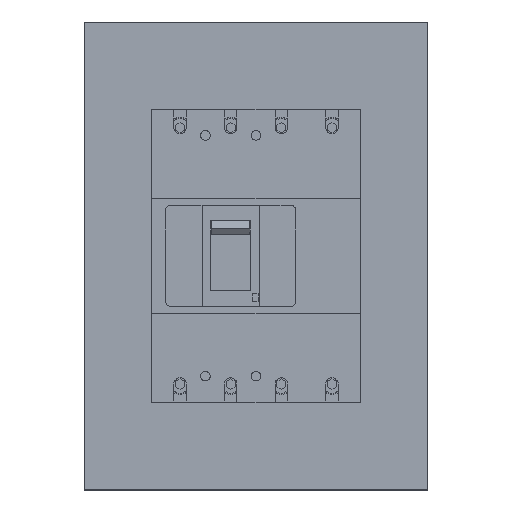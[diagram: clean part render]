
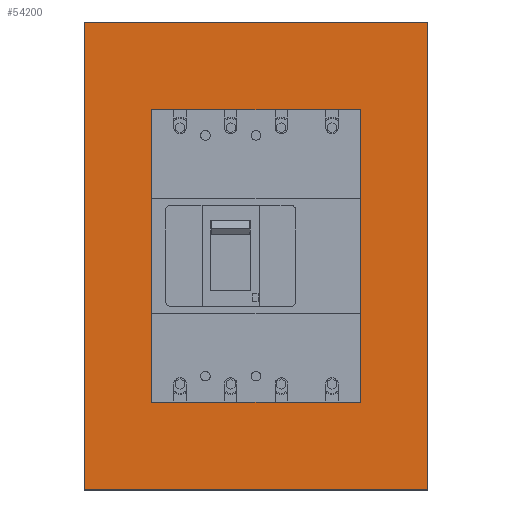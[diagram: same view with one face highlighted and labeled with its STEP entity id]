
A CAD part, top view. The second image highlights one B-rep face of the part: STEP entity #54200.
In plain terms, the highlighted planar face has unit normal (0, 0, 1).
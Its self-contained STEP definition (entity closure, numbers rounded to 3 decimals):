
#52640=CARTESIAN_POINT('',(-325.551,0.,-97.));
#52650=DIRECTION('',(0.,-1.,0.));
#52660=VECTOR('',#52650,1.);
#52670=LINE('',#52640,#52660);
#52680=CARTESIAN_POINT('',(-325.551,-173.408,-97.));
#52690=VERTEX_POINT('',#52680);
#52700=CARTESIAN_POINT('',(-325.551,-589.408,-97.));
#52710=VERTEX_POINT('',#52700);
#52720=EDGE_CURVE('',#52690,#52710,#52670,.T.);
#53100=CARTESIAN_POINT('',(-20.551,-173.408,-97.));
#53110=VERTEX_POINT('',#53100);
#53260=CARTESIAN_POINT('',(-20.551,-589.408,-97.));
#53270=VERTEX_POINT('',#53260);
#53300=CARTESIAN_POINT('',(-20.551,0.,-97.));
#53310=DIRECTION('',(0.,-1.,0.));
#53320=VECTOR('',#53310,1.);
#53330=LINE('',#53300,#53320);
#53340=EDGE_CURVE('',#53110,#53270,#53330,.T.);
#53390=CARTESIAN_POINT('',(204.449,-589.408,-97.));
#53400=DIRECTION('',(-0.,-0.,-1.));
#53410=DIRECTION('',(0.,-1.,0.));
#53420=AXIS2_PLACEMENT_3D('',#53390,#53400,#53410);
#53430=PLANE('',#53420);
#53440=ORIENTED_EDGE('',*,*,#53340,.F.);
#53450=CARTESIAN_POINT('',(0.,-589.408,-97.));
#53460=DIRECTION('',(-1.,0.,0.));
#53470=VECTOR('',#53460,1.);
#53480=LINE('',#53450,#53470);
#53490=EDGE_CURVE('',#53270,#52710,#53480,.T.);
#53500=ORIENTED_EDGE('',*,*,#53490,.F.);
#53510=ORIENTED_EDGE('',*,*,#52720,.T.);
#53520=CARTESIAN_POINT('',(0.,-173.408,-97.));
#53530=DIRECTION('',(-1.,0.,0.));
#53540=VECTOR('',#53530,1.);
#53550=LINE('',#53520,#53540);
#53560=EDGE_CURVE('',#53110,#52690,#53550,.T.);
#53570=ORIENTED_EDGE('',*,*,#53560,.T.);
#53580=EDGE_LOOP('',(#53570,#53510,#53500,#53440));
#53590=FACE_OUTER_BOUND('',#53580,.T.);
#53600=CARTESIAN_POINT('',(-173.051,-274.408,-97.));
#53610=DIRECTION('',(0.,0.,-1.));
#53620=DIRECTION('',(0.,1.,0.));
#53630=AXIS2_PLACEMENT_3D('',#53600,#53610,#53620);
#53640=CIRCLE('',#53630,2.25);
#53650=CARTESIAN_POINT('',(-173.051,-272.158,-97.));
#53660=VERTEX_POINT('',#53650);
#53670=CARTESIAN_POINT('',(-173.051,-276.658,-97.));
#53680=VERTEX_POINT('',#53670);
#53690=EDGE_CURVE('',#53660,#53680,#53640,.T.);
#53700=ORIENTED_EDGE('',*,*,#53690,.T.);
#53710=EDGE_CURVE('',#53680,#53660,#53640,.T.);
#53720=ORIENTED_EDGE('',*,*,#53710,.T.);
#53730=EDGE_LOOP('',(#53720,#53700));
#53740=FACE_BOUND('',#53730,.T.);
#53750=CARTESIAN_POINT('',(-173.051,-488.408,-97.));
#53760=DIRECTION('',(0.,0.,-1.));
#53770=DIRECTION('',(0.,1.,0.));
#53780=AXIS2_PLACEMENT_3D('',#53750,#53760,#53770);
#53790=CIRCLE('',#53780,2.25);
#53800=CARTESIAN_POINT('',(-173.051,-486.158,-97.));
#53810=VERTEX_POINT('',#53800);
#53820=CARTESIAN_POINT('',(-173.051,-490.658,-97.));
#53830=VERTEX_POINT('',#53820);
#53840=EDGE_CURVE('',#53810,#53830,#53790,.T.);
#53850=ORIENTED_EDGE('',*,*,#53840,.T.);
#53860=EDGE_CURVE('',#53830,#53810,#53790,.T.);
#53870=ORIENTED_EDGE('',*,*,#53860,.T.);
#53880=EDGE_LOOP('',(#53870,#53850));
#53890=FACE_BOUND('',#53880,.T.);
#53900=CARTESIAN_POINT('',(-218.051,-274.408,-97.));
#53910=DIRECTION('',(0.,0.,-1.));
#53920=DIRECTION('',(0.,1.,0.));
#53930=AXIS2_PLACEMENT_3D('',#53900,#53910,#53920);
#53940=CIRCLE('',#53930,2.25);
#53950=CARTESIAN_POINT('',(-218.051,-272.158,-97.));
#53960=VERTEX_POINT('',#53950);
#53970=CARTESIAN_POINT('',(-218.051,-276.658,-97.));
#53980=VERTEX_POINT('',#53970);
#53990=EDGE_CURVE('',#53960,#53980,#53940,.T.);
#54000=ORIENTED_EDGE('',*,*,#53990,.T.);
#54010=EDGE_CURVE('',#53980,#53960,#53940,.T.);
#54020=ORIENTED_EDGE('',*,*,#54010,.T.);
#54030=EDGE_LOOP('',(#54020,#54000));
#54040=FACE_BOUND('',#54030,.T.);
#54050=CARTESIAN_POINT('',(-218.051,-488.408,-97.));
#54060=DIRECTION('',(0.,0.,-1.));
#54070=DIRECTION('',(0.,1.,0.));
#54080=AXIS2_PLACEMENT_3D('',#54050,#54060,#54070);
#54090=CIRCLE('',#54080,2.25);
#54100=CARTESIAN_POINT('',(-218.051,-486.158,-97.));
#54110=VERTEX_POINT('',#54100);
#54120=CARTESIAN_POINT('',(-218.051,-490.658,-97.));
#54130=VERTEX_POINT('',#54120);
#54140=EDGE_CURVE('',#54110,#54130,#54090,.T.);
#54150=ORIENTED_EDGE('',*,*,#54140,.T.);
#54160=EDGE_CURVE('',#54130,#54110,#54090,.T.);
#54170=ORIENTED_EDGE('',*,*,#54160,.T.);
#54180=EDGE_LOOP('',(#54170,#54150));
#54190=FACE_BOUND('',#54180,.T.);
#54200=ADVANCED_FACE('',(#53590,#53740,#53890,#54040,#54190),#53430,.F.)
;
